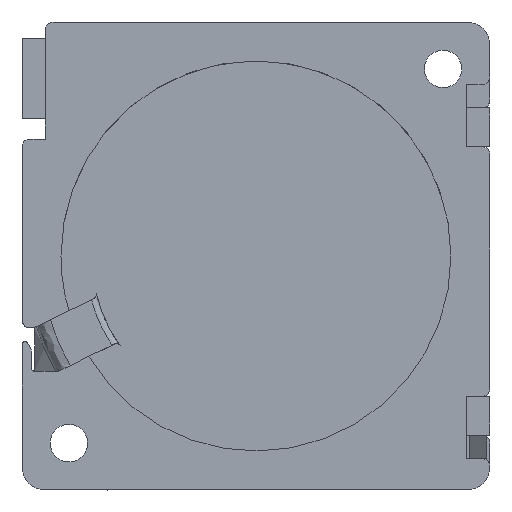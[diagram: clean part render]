
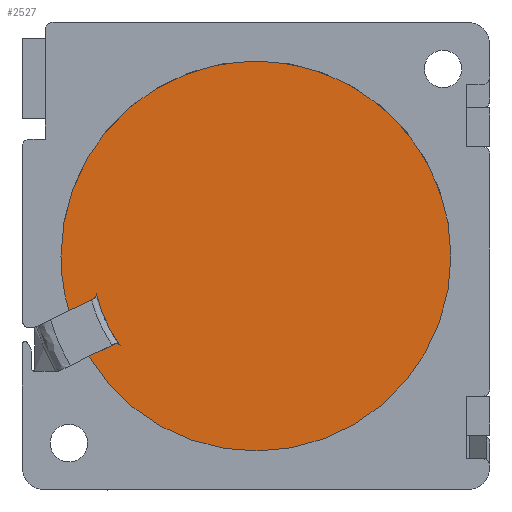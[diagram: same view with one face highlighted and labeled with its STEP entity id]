
A CAD part, front view. The second image highlights one B-rep face of the part: STEP entity #2527.
In plain terms, the highlighted planar face has unit normal (0, -1, 0).
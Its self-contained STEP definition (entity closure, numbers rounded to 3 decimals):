
#301=CARTESIAN_POINT('',(-7.96,0.1,-5.717));
#302=DIRECTION('',(0.,1.,0.));
#303=DIRECTION('',(-0.437,0.,0.9));
#304=AXIS2_PLACEMENT_3D('',#301,#302,#303);
#306=CARTESIAN_POINT('',(0.,0.1,0.));
#307=DIRECTION('',(0.,1.,0.));
#308=DIRECTION('',(-0.812,0.,-0.583));
#309=AXIS2_PLACEMENT_3D('',#306,#307,#308);
#311=CARTESIAN_POINT('',(-9.536,0.1,-2.26));
#312=DIRECTION('',(0.,1.,0.));
#313=DIRECTION('',(0.973,0.,0.231));
#314=AXIS2_PLACEMENT_3D('',#311,#312,#313);
#316=DIRECTION('',(-0.899,0.,-0.438));
#317=VECTOR('',#316,1.775);
#318=CARTESIAN_POINT('',(-9.404,0.1,-2.53));
#319=LINE('',#318,#317);
#320=CARTESIAN_POINT('',(0.998,0.1,0.2));
#321=DIRECTION('',(0.,1.,0.));
#322=DIRECTION('',(-0.96,0.,-0.281));
#323=AXIS2_PLACEMENT_3D('',#320,#321,#322);
#325=CARTESIAN_POINT('',(0.998,0.1,0.2));
#326=DIRECTION('',(0.,1.,0.));
#327=DIRECTION('',(-1.,0.,0.));
#328=AXIS2_PLACEMENT_3D('',#325,#326,#327);
#330=CARTESIAN_POINT('',(0.998,0.1,0.2));
#331=DIRECTION('',(0.,1.,0.));
#332=DIRECTION('',(0.96,0.,0.281));
#333=AXIS2_PLACEMENT_3D('',#330,#331,#332);
#335=CARTESIAN_POINT('',(0.998,0.1,0.2));
#336=DIRECTION('',(0.,1.,0.));
#337=DIRECTION('',(1.,0.,0.));
#338=AXIS2_PLACEMENT_3D('',#335,#336,#337);
#340=DIRECTION('',(0.899,0.,0.438));
#341=VECTOR('',#340,1.808);
#342=CARTESIAN_POINT('',(-9.716,0.1,-6.24));
#343=LINE('',#342,#341);
#1789=CARTESIAN_POINT('',(-9.404,0.1,-2.53));
#1791=VERTEX_POINT('',#1789);
#1793=CARTESIAN_POINT('',(-11.,0.1,-3.308));
#1794=VERTEX_POINT('',#1793);
#1795=CARTESIAN_POINT('',(-9.244,0.1,-2.191));
#1797=VERTEX_POINT('',#1795);
#1799=CARTESIAN_POINT('',(-7.716,0.1,-5.542));
#1800=VERTEX_POINT('',#1799);
#1807=CARTESIAN_POINT('',(-8.091,0.1,-5.447));
#1808=VERTEX_POINT('',#1807);
#1809=CARTESIAN_POINT('',(-11.502,0.1,0.2));
#1810=VERTEX_POINT('',#1809);
#1811=CARTESIAN_POINT('',(12.996,0.1,3.707));
#1812=VERTEX_POINT('',#1811);
#1813=CARTESIAN_POINT('',(13.498,0.1,0.2));
#1814=VERTEX_POINT('',#1813);
#1815=CARTESIAN_POINT('',(-9.716,0.1,-6.24));
#1816=VERTEX_POINT('',#1815);
#2505=CARTESIAN_POINT('',(0.,0.1,0.));
#2506=DIRECTION('',(0.,-1.,0.));
#2507=DIRECTION('',(-1.,0.,0.));
#2508=AXIS2_PLACEMENT_3D('',#2505,#2506,#2507);
#2509=PLANE('',#2508);
#2511=ORIENTED_EDGE('',*,*,#2510,.T.);
#2512=ORIENTED_EDGE('',*,*,#2494,.T.);
#2513=ORIENTED_EDGE('',*,*,#2483,.T.);
#2514=ORIENTED_EDGE('',*,*,#2468,.T.);
#2516=ORIENTED_EDGE('',*,*,#2515,.T.);
#2518=ORIENTED_EDGE('',*,*,#2517,.T.);
#2520=ORIENTED_EDGE('',*,*,#2519,.T.);
#2522=ORIENTED_EDGE('',*,*,#2521,.T.);
#2524=ORIENTED_EDGE('',*,*,#2523,.T.);
#2525=EDGE_LOOP('',(#2511,#2512,#2513,#2514,#2516,#2518,#2520,#2522,#2524));
#2526=FACE_OUTER_BOUND('',#2525,.F.);
#2527=ADVANCED_FACE('',(#2526),#2509,.T.);
#305=CIRCLE('',#304,0.3);
#310=CIRCLE('',#309,9.5);
#315=CIRCLE('',#314,0.3);
#324=CIRCLE('',#323,12.5);
#329=CIRCLE('',#328,12.5);
#334=CIRCLE('',#333,12.5);
#339=CIRCLE('',#338,12.5);
#2468=EDGE_CURVE('',#1791,#1794,#319,.T.);
#2483=EDGE_CURVE('',#1797,#1791,#315,.T.);
#2494=EDGE_CURVE('',#1800,#1797,#310,.T.);
#2510=EDGE_CURVE('',#1808,#1800,#305,.T.);
#2515=EDGE_CURVE('',#1794,#1810,#324,.T.);
#2517=EDGE_CURVE('',#1810,#1812,#329,.T.);
#2519=EDGE_CURVE('',#1812,#1814,#334,.T.);
#2521=EDGE_CURVE('',#1814,#1816,#339,.T.);
#2523=EDGE_CURVE('',#1816,#1808,#343,.T.);
